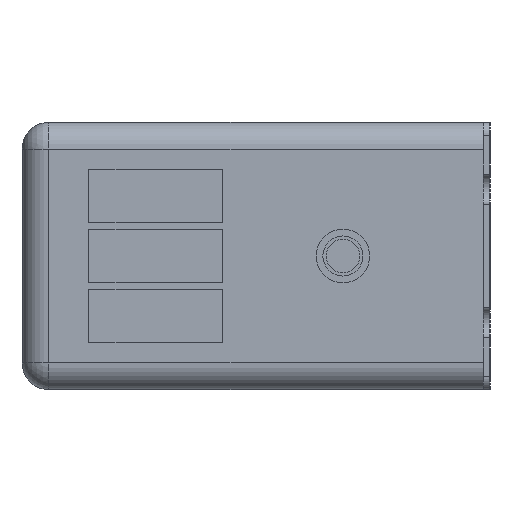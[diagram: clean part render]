
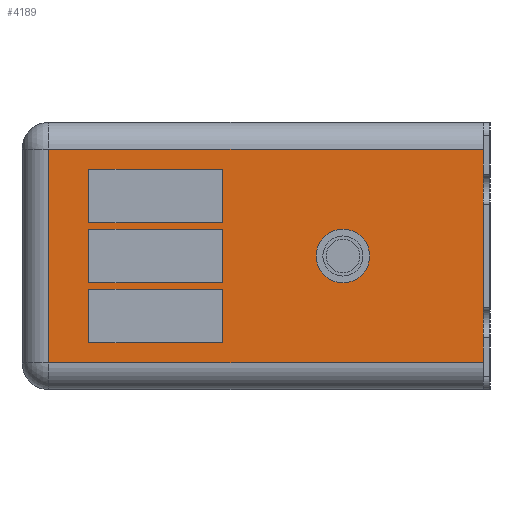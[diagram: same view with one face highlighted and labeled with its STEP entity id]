
A CAD part, left-side view. The second image highlights one B-rep face of the part: STEP entity #4189.
In plain terms, the highlighted planar face has unit normal (-1, 0, 0).
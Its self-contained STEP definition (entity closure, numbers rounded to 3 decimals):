
#12 = CARTESIAN_POINT ( 'NONE',  ( 0., 22., -17. ) ) ;
#95 = DIRECTION ( 'NONE',  ( 0., -1., 0. ) ) ;
#135 = VERTEX_POINT ( 'NONE', #1496 ) ;
#138 = EDGE_CURVE ( 'NONE', #2406, #1484, #4160, .T. ) ;
#193 = DIRECTION ( 'NONE',  ( 0., -1., 0. ) ) ;
#214 = DIRECTION ( 'NONE',  ( 0., 0., 1. ) ) ;
#253 = ORIENTED_EDGE ( 'NONE', *, *, #3965, .F. ) ;
#276 = VECTOR ( 'NONE', #5736, 1000. ) ;
#315 = CARTESIAN_POINT ( 'NONE',  ( 0., 66., -4. ) ) ;
#326 = VERTEX_POINT ( 'NONE', #4782 ) ;
#334 = CARTESIAN_POINT ( 'NONE',  ( 0., 40.005, -7. ) ) ;
#490 = EDGE_CURVE ( 'NONE', #1484, #135, #2762, .T. ) ;
#553 = DIRECTION ( 'NONE',  ( 0., 1., 0. ) ) ;
#617 = ORIENTED_EDGE ( 'NONE', *, *, #1403, .F. ) ;
#627 = VERTEX_POINT ( 'NONE', #5756 ) ;
#716 = LINE ( 'NONE', #334, #5500 ) ;
#735 = LINE ( 'NONE', #2974, #3702 ) ;
#881 = ORIENTED_EDGE ( 'NONE', *, *, #6006, .F. ) ;
#890 = LINE ( 'NONE', #5331, #2701 ) ;
#924 = VECTOR ( 'NONE', #4234, 1000. ) ;
#966 = CARTESIAN_POINT ( 'NONE',  ( 0., 22., -23. ) ) ;
#969 = ORIENTED_EDGE ( 'NONE', *, *, #4599, .F. ) ;
#1000 = CARTESIAN_POINT ( 'NONE',  ( 0., 70., 0. ) ) ;
#1084 = CARTESIAN_POINT ( 'NONE',  ( 0., 40.005, -15. ) ) ;
#1089 = CARTESIAN_POINT ( 'NONE',  ( 0., 40.005, -20. ) ) ;
#1136 = CARTESIAN_POINT ( 'NONE',  ( 0., 60.004, -24. ) ) ;
#1197 = CARTESIAN_POINT ( 'NONE',  ( 0., 40.005, -15. ) ) ;
#1250 = CARTESIAN_POINT ( 'NONE',  ( 0., 60.004, -33. ) ) ;
#1275 = VECTOR ( 'NONE', #3370, 1000. ) ;
#1281 = EDGE_CURVE ( 'NONE', #1395, #4927, #5144, .T. ) ;
#1382 = VERTEX_POINT ( 'NONE', #2156 ) ;
#1395 = VERTEX_POINT ( 'NONE', #1658 ) ;
#1403 = EDGE_CURVE ( 'NONE', #326, #1382, #716, .T. ) ;
#1430 = ORIENTED_EDGE ( 'NONE', *, *, #138, .T. ) ;
#1484 = VERTEX_POINT ( 'NONE', #3214 ) ;
#1496 = CARTESIAN_POINT ( 'NONE',  ( 0., 1., -4. ) ) ;
#1520 = AXIS2_PLACEMENT_3D ( 'NONE', #5001, #2715, #4114 ) ;
#1572 = VECTOR ( 'NONE', #3543, 1000. ) ;
#1658 = CARTESIAN_POINT ( 'NONE',  ( 0., 40.005, -24. ) ) ;
#1754 = ORIENTED_EDGE ( 'NONE', *, *, #5415, .T. ) ;
#1782 = EDGE_CURVE ( 'NONE', #4461, #4162, #4847, .T. ) ;
#1877 = VECTOR ( 'NONE', #2954, 1000. ) ;
#1955 = VERTEX_POINT ( 'NONE', #315 ) ;
#2072 = CARTESIAN_POINT ( 'NONE',  ( 0., 40.005, -33. ) ) ;
#2109 = DIRECTION ( 'NONE',  ( 0., -1., 0. ) ) ;
#2114 = VECTOR ( 'NONE', #3577, 1000. ) ;
#2145 = ORIENTED_EDGE ( 'NONE', *, *, #2820, .F. ) ;
#2156 = CARTESIAN_POINT ( 'NONE',  ( 0., 60.004, -7. ) ) ;
#2158 = CARTESIAN_POINT ( 'NONE',  ( 0., 60.004, -24. ) ) ;
#2199 = EDGE_LOOP ( 'NONE', ( #5990, #5595, #4497, #5480 ) ) ;
#2205 = ORIENTED_EDGE ( 'NONE', *, *, #4112, .F. ) ;
#2406 = VERTEX_POINT ( 'NONE', #3518 ) ;
#2514 = EDGE_LOOP ( 'NONE', ( #5297, #4651, #2145, #2205 ) ) ;
#2554 = PLANE ( 'NONE',  #5871 ) ;
#2616 = CARTESIAN_POINT ( 'NONE',  ( 0., 60.004, -15. ) ) ;
#2684 = VERTEX_POINT ( 'NONE', #5578 ) ;
#2693 = DIRECTION ( 'NONE',  ( 0., 0., 1. ) ) ;
#2701 = VECTOR ( 'NONE', #4361, 1000. ) ;
#2709 = LINE ( 'NONE', #2888, #1275 ) ;
#2715 = DIRECTION ( 'NONE',  ( -1., 0., 0. ) ) ;
#2762 = LINE ( 'NONE', #5011, #2837 ) ;
#2771 = LINE ( 'NONE', #1250, #2114 ) ;
#2774 = VECTOR ( 'NONE', #2109, 1000. ) ;
#2820 = EDGE_CURVE ( 'NONE', #2684, #3154, #890, .T. ) ;
#2827 = VECTOR ( 'NONE', #553, 1000. ) ;
#2837 = VECTOR ( 'NONE', #2693, 1000. ) ;
#2843 = VECTOR ( 'NONE', #95, 1000. ) ;
#2888 = CARTESIAN_POINT ( 'NONE',  ( 0., 60.004, -15. ) ) ;
#2889 = CARTESIAN_POINT ( 'NONE',  ( 0., 40.005, -15. ) ) ;
#2904 = EDGE_CURVE ( 'NONE', #5532, #1395, #3281, .T. ) ;
#2950 = ORIENTED_EDGE ( 'NONE', *, *, #5199, .T. ) ;
#2954 = DIRECTION ( 'NONE',  ( 0., 0., 1. ) ) ;
#2974 = CARTESIAN_POINT ( 'NONE',  ( 0., 40.005, -33. ) ) ;
#2988 = CIRCLE ( 'NONE', #5700, 3. ) ;
#3051 = EDGE_LOOP ( 'NONE', ( #969, #253 ) ) ;
#3096 = EDGE_LOOP ( 'NONE', ( #1430, #3560, #2950, #1754 ) ) ;
#3145 = CARTESIAN_POINT ( 'NONE',  ( 0., 60.004, -25. ) ) ;
#3154 = VERTEX_POINT ( 'NONE', #3145 ) ;
#3214 = CARTESIAN_POINT ( 'NONE',  ( 0., 1., -36. ) ) ;
#3281 = LINE ( 'NONE', #2158, #2774 ) ;
#3317 = CARTESIAN_POINT ( 'NONE',  ( 0., 22., -20. ) ) ;
#3326 = CARTESIAN_POINT ( 'NONE',  ( 0., 70., -36. ) ) ;
#3369 = VERTEX_POINT ( 'NONE', #2889 ) ;
#3370 = DIRECTION ( 'NONE',  ( 0., 0., -1. ) ) ;
#3413 = EDGE_CURVE ( 'NONE', #627, #5532, #5337, .T. ) ;
#3414 = FACE_BOUND ( 'NONE', #2199, .T. ) ;
#3518 = CARTESIAN_POINT ( 'NONE',  ( 0., 66., -36. ) ) ;
#3528 = LINE ( 'NONE', #5010, #1572 ) ;
#3543 = DIRECTION ( 'NONE',  ( 0., 1., 0. ) ) ;
#3560 = ORIENTED_EDGE ( 'NONE', *, *, #490, .T. ) ;
#3577 = DIRECTION ( 'NONE',  ( 0., 0., -1. ) ) ;
#3583 = ORIENTED_EDGE ( 'NONE', *, *, #4976, .F. ) ;
#3650 = VERTEX_POINT ( 'NONE', #2616 ) ;
#3702 = VECTOR ( 'NONE', #4403, 1000. ) ;
#3742 = CARTESIAN_POINT ( 'NONE',  ( 0., 66., 0. ) ) ;
#3773 = FACE_BOUND ( 'NONE', #4819, .T. ) ;
#3829 = VECTOR ( 'NONE', #193, 1000. ) ;
#3841 = EDGE_CURVE ( 'NONE', #3154, #4461, #2771, .T. ) ;
#3922 = LINE ( 'NONE', #5177, #2827 ) ;
#3965 = EDGE_CURVE ( 'NONE', #5963, #5400, #2988, .T. ) ;
#3972 = LINE ( 'NONE', #1084, #276 ) ;
#4100 = VECTOR ( 'NONE', #4412, 1000. ) ;
#4112 = EDGE_CURVE ( 'NONE', #4162, #2684, #735, .T. ) ;
#4114 = DIRECTION ( 'NONE',  ( 0., 0., -1. ) ) ;
#4160 = LINE ( 'NONE', #3326, #2843 ) ;
#4162 = VERTEX_POINT ( 'NONE', #2072 ) ;
#4189 = ADVANCED_FACE ( 'NONE', ( #3773, #5381, #5230, #3414, #5448 ), #2554, .F. ) ;
#4197 = EDGE_CURVE ( 'NONE', #4927, #627, #3922, .T. ) ;
#4207 = DIRECTION ( 'NONE',  ( 0., 0., -1. ) ) ;
#4234 = DIRECTION ( 'NONE',  ( 0., 0., -1. ) ) ;
#4361 = DIRECTION ( 'NONE',  ( 0., 1., 0. ) ) ;
#4403 = DIRECTION ( 'NONE',  ( 0., 0., 1. ) ) ;
#4412 = DIRECTION ( 'NONE',  ( 0., 0., -1. ) ) ;
#4461 = VERTEX_POINT ( 'NONE', #4915 ) ;
#4497 = ORIENTED_EDGE ( 'NONE', *, *, #4197, .F. ) ;
#4599 = EDGE_CURVE ( 'NONE', #5400, #5963, #5618, .T. ) ;
#4651 = ORIENTED_EDGE ( 'NONE', *, *, #3841, .F. ) ;
#4704 = DIRECTION ( 'NONE',  ( 0., 0., -1. ) ) ;
#4705 = DIRECTION ( 'NONE',  ( -1., 0., 0. ) ) ;
#4706 = LINE ( 'NONE', #3742, #924 ) ;
#4725 = DIRECTION ( 'NONE',  ( 1., 0., 0. ) ) ;
#4782 = CARTESIAN_POINT ( 'NONE',  ( 0., 40.005, -7. ) ) ;
#4819 = EDGE_LOOP ( 'NONE', ( #5165, #881, #617, #3583 ) ) ;
#4847 = LINE ( 'NONE', #5279, #3829 ) ;
#4884 = EDGE_CURVE ( 'NONE', #3650, #3369, #3972, .T. ) ;
#4915 = CARTESIAN_POINT ( 'NONE',  ( 0., 60.004, -33. ) ) ;
#4927 = VERTEX_POINT ( 'NONE', #5301 ) ;
#4976 = EDGE_CURVE ( 'NONE', #3369, #326, #5565, .T. ) ;
#5001 = CARTESIAN_POINT ( 'NONE',  ( 0., 22., -20. ) ) ;
#5010 = CARTESIAN_POINT ( 'NONE',  ( 0., 70., -4. ) ) ;
#5011 = CARTESIAN_POINT ( 'NONE',  ( 0., 1., 0. ) ) ;
#5144 = LINE ( 'NONE', #1089, #1877 ) ;
#5165 = ORIENTED_EDGE ( 'NONE', *, *, #4884, .F. ) ;
#5177 = CARTESIAN_POINT ( 'NONE',  ( 0., 60.004, -16. ) ) ;
#5199 = EDGE_CURVE ( 'NONE', #135, #1955, #3528, .T. ) ;
#5230 = FACE_OUTER_BOUND ( 'NONE', #3096, .T. ) ;
#5279 = CARTESIAN_POINT ( 'NONE',  ( 0., 40.005, -33. ) ) ;
#5297 = ORIENTED_EDGE ( 'NONE', *, *, #1782, .F. ) ;
#5301 = CARTESIAN_POINT ( 'NONE',  ( 0., 40.005, -16. ) ) ;
#5331 = CARTESIAN_POINT ( 'NONE',  ( 0., 40.005, -25. ) ) ;
#5337 = LINE ( 'NONE', #5783, #4100 ) ;
#5381 = FACE_BOUND ( 'NONE', #3051, .T. ) ;
#5400 = VERTEX_POINT ( 'NONE', #966 ) ;
#5415 = EDGE_CURVE ( 'NONE', #1955, #2406, #4706, .T. ) ;
#5448 = FACE_BOUND ( 'NONE', #2514, .T. ) ;
#5480 = ORIENTED_EDGE ( 'NONE', *, *, #1281, .F. ) ;
#5500 = VECTOR ( 'NONE', #5909, 1000. ) ;
#5532 = VERTEX_POINT ( 'NONE', #1136 ) ;
#5565 = LINE ( 'NONE', #1197, #5938 ) ;
#5578 = CARTESIAN_POINT ( 'NONE',  ( 0., 40.005, -25. ) ) ;
#5595 = ORIENTED_EDGE ( 'NONE', *, *, #3413, .F. ) ;
#5618 = CIRCLE ( 'NONE', #1520, 3. ) ;
#5700 = AXIS2_PLACEMENT_3D ( 'NONE', #3317, #4705, #4207 ) ;
#5736 = DIRECTION ( 'NONE',  ( 0., -1., 0. ) ) ;
#5756 = CARTESIAN_POINT ( 'NONE',  ( 0., 60.004, -16. ) ) ;
#5783 = CARTESIAN_POINT ( 'NONE',  ( 0., 60.004, -24. ) ) ;
#5871 = AXIS2_PLACEMENT_3D ( 'NONE', #1000, #4725, #4704 ) ;
#5909 = DIRECTION ( 'NONE',  ( 0., 1., 0. ) ) ;
#5938 = VECTOR ( 'NONE', #214, 1000. ) ;
#5963 = VERTEX_POINT ( 'NONE', #12 ) ;
#5990 = ORIENTED_EDGE ( 'NONE', *, *, #2904, .F. ) ;
#6006 = EDGE_CURVE ( 'NONE', #1382, #3650, #2709, .T. ) ;
